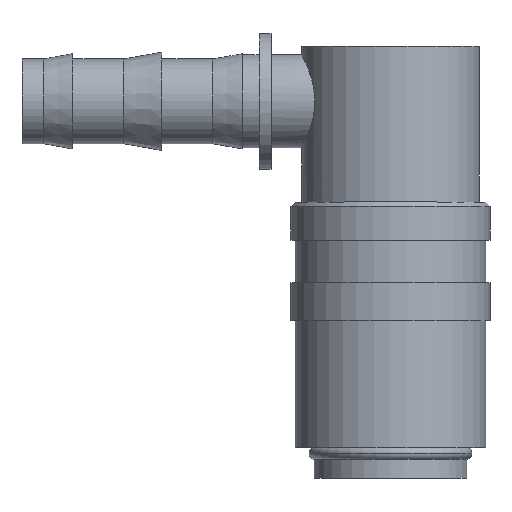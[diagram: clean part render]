
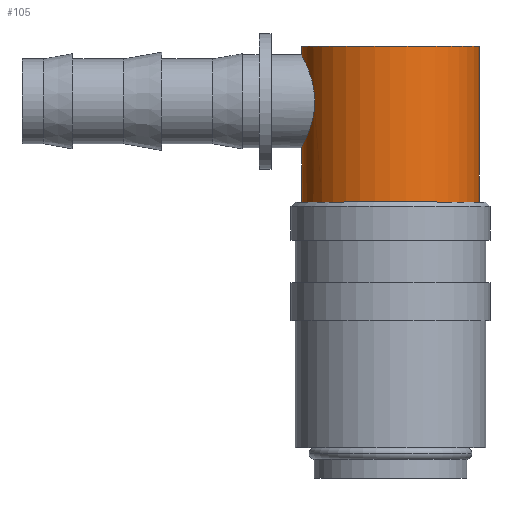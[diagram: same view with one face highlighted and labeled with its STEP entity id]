
A CAD part, top view. The second image highlights one B-rep face of the part: STEP entity #105.
In plain terms, the highlighted cylindrical face has radius 10.5 mm (diameter 21 mm), a partial arc.
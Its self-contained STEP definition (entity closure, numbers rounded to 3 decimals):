
#105=ADVANCED_FACE('',(#254),#255,.T.);
#254=FACE_OUTER_BOUND('',#451,.T.);
#255=CYLINDRICAL_SURFACE('',#452,10.5);
#451=EDGE_LOOP('',(#695,#696,#697,#698,#699,#700,#701));
#452=AXIS2_PLACEMENT_3D('',#702,#703,#704);
#695=ORIENTED_EDGE('',*,*,#1143,.T.);
#696=ORIENTED_EDGE('',*,*,#1144,.F.);
#697=ORIENTED_EDGE('',*,*,#1145,.T.);
#698=ORIENTED_EDGE('',*,*,#1146,.F.);
#699=ORIENTED_EDGE('',*,*,#1147,.F.);
#700=ORIENTED_EDGE('',*,*,#1148,.T.);
#701=ORIENTED_EDGE('',*,*,#1149,.F.);
#702=CARTESIAN_POINT('',(0.0,40.42,0.0));
#703=DIRECTION('',(-0.0,1.0,0.0));
#704=DIRECTION('',(1.0,0.0,0.0));
#1143=EDGE_CURVE('',#1361,#1362,#1363,.T.);
#1144=EDGE_CURVE('',#1364,#1362,#1365,.T.);
#1145=EDGE_CURVE('',#1364,#1366,#1367,.T.);
#1146=EDGE_CURVE('',#1368,#1366,#1369,.T.);
#1147=EDGE_CURVE('',#1370,#1368,#1371,.T.);
#1148=EDGE_CURVE('',#1370,#1372,#1373,.T.);
#1149=EDGE_CURVE('',#1361,#1372,#1374,.T.);
#1361=VERTEX_POINT('',#1634);
#1362=VERTEX_POINT('',#1635);
#1363=LINE('',#1636,#1637);
#1364=VERTEX_POINT('',#1638);
#1365=CIRCLE('',#1639,10.5);
#1366=VERTEX_POINT('',#1640);
#1367=LINE('',#1641,#1642);
#1368=VERTEX_POINT('',#1643);
#1369=B_SPLINE_CURVE_WITH_KNOTS('',3,(#1644,#1645,#1646,#1647,#1648,#1649,#1650,#1651,#1652,#1653,#1654,#1655,#1656,#1657,#1658,#1659,#1660,#1661),.UNSPECIFIED.,.F.,.F.,(4,2,2,2,2,2,2,2,4),(0.0,1.061,2.123,3.184,4.245,5.303,6.361,7.418,8.476),.UNSPECIFIED.);
#1370=VERTEX_POINT('',#1662);
#1371=B_SPLINE_CURVE_WITH_KNOTS('',3,(#1663,#1664,#1665,#1666,#1667,#1668,#1669,#1670,#1671,#1672,#1673,#1674,#1675,#1676,#1677,#1678,#1679,#1680),.UNSPECIFIED.,.F.,.F.,(4,2,2,2,2,2,2,2,4),(25.428,26.486,27.543,28.601,29.659,30.72,31.781,32.843,33.904),.UNSPECIFIED.);
#1372=VERTEX_POINT('',#1681);
#1373=LINE('',#1682,#1683);
#1374=CIRCLE('',#1684,10.5);
#1634=CARTESIAN_POINT('',(10.5,32.6,0.));
#1635=CARTESIAN_POINT('',(10.5,51.0,0.0));
#1636=CARTESIAN_POINT('',(10.5,40.42,0.));
#1637=VECTOR('',#2081,1.0);
#1638=CARTESIAN_POINT('',(-10.5,51.0,0.));
#1639=AXIS2_PLACEMENT_3D('',#2082,#2083,#2084);
#1640=CARTESIAN_POINT('',(-10.5,50.0,0.));
#1641=CARTESIAN_POINT('',(-10.5,40.42,0.));
#1642=VECTOR('',#2085,1.0);
#1643=CARTESIAN_POINT('',(-8.944,44.5,5.5));
#1644=CARTESIAN_POINT('',(-8.944,44.5,5.5));
#1645=CARTESIAN_POINT('',(-8.944,44.854,5.5));
#1646=CARTESIAN_POINT('',(-8.966,45.217,5.465));
#1647=CARTESIAN_POINT('',(-9.051,45.933,5.323));
#1648=CARTESIAN_POINT('',(-9.115,46.287,5.215));
#1649=CARTESIAN_POINT('',(-9.271,46.961,4.932));
#1650=CARTESIAN_POINT('',(-9.363,47.283,4.757));
#1651=CARTESIAN_POINT('',(-9.556,47.876,4.356));
#1652=CARTESIAN_POINT('',(-9.657,48.148,4.13));
#1653=CARTESIAN_POINT('',(-9.849,48.629,3.649));
#1654=CARTESIAN_POINT('',(-9.947,48.855,3.378));
#1655=CARTESIAN_POINT('',(-10.129,49.257,2.784));
#1656=CARTESIAN_POINT('',(-10.213,49.432,2.462));
#1657=CARTESIAN_POINT('',(-10.353,49.715,1.786));
#1658=CARTESIAN_POINT('',(-10.408,49.823,1.432));
#1659=CARTESIAN_POINT('',(-10.482,49.966,0.715));
#1660=CARTESIAN_POINT('',(-10.5,50.0,0.353));
#1661=CARTESIAN_POINT('',(-10.5,50.0,0.));
#1662=CARTESIAN_POINT('',(-10.5,39.0,0.));
#1663=CARTESIAN_POINT('',(-10.5,39.0,0.));
#1664=CARTESIAN_POINT('',(-10.5,39.0,0.353));
#1665=CARTESIAN_POINT('',(-10.482,39.034,0.715));
#1666=CARTESIAN_POINT('',(-10.408,39.177,1.432));
#1667=CARTESIAN_POINT('',(-10.353,39.285,1.786));
#1668=CARTESIAN_POINT('',(-10.213,39.568,2.462));
#1669=CARTESIAN_POINT('',(-10.129,39.743,2.784));
#1670=CARTESIAN_POINT('',(-9.947,40.145,3.378));
#1671=CARTESIAN_POINT('',(-9.849,40.371,3.649));
#1672=CARTESIAN_POINT('',(-9.657,40.852,4.13));
#1673=CARTESIAN_POINT('',(-9.556,41.124,4.356));
#1674=CARTESIAN_POINT('',(-9.363,41.717,4.757));
#1675=CARTESIAN_POINT('',(-9.271,42.039,4.932));
#1676=CARTESIAN_POINT('',(-9.115,42.713,5.215));
#1677=CARTESIAN_POINT('',(-9.051,43.067,5.323));
#1678=CARTESIAN_POINT('',(-8.966,43.783,5.465));
#1679=CARTESIAN_POINT('',(-8.944,44.146,5.5));
#1680=CARTESIAN_POINT('',(-8.944,44.5,5.5));
#1681=CARTESIAN_POINT('',(-10.5,32.6,0.));
#1682=CARTESIAN_POINT('',(-10.5,40.42,0.));
#1683=VECTOR('',#2086,1.0);
#1684=AXIS2_PLACEMENT_3D('',#2087,#2088,#2089);
#2081=DIRECTION('',(0.0,1.0,0.0));
#2082=CARTESIAN_POINT('',(0.0,51.0,0.0));
#2083=DIRECTION('',(-0.0,1.0,0.0));
#2084=DIRECTION('',(1.0,0.0,0.0));
#2085=DIRECTION('',(-0.0,-1.0,-0.0));
#2086=DIRECTION('',(-0.0,-1.0,-0.0));
#2087=CARTESIAN_POINT('',(0.0,32.6,0.0));
#2088=DIRECTION('',(0.,-1.0,-0.0));
#2089=DIRECTION('',(1.0,0.,0.0));
